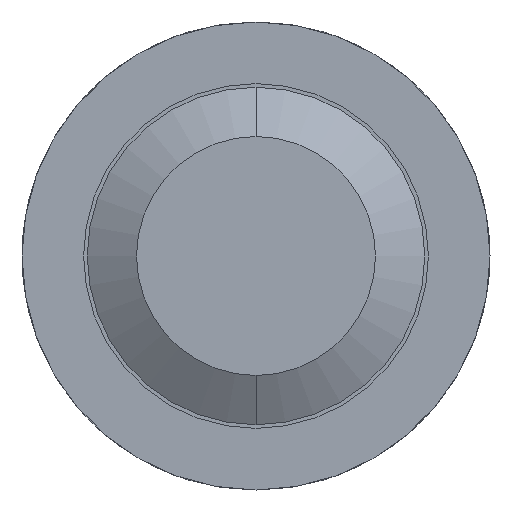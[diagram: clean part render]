
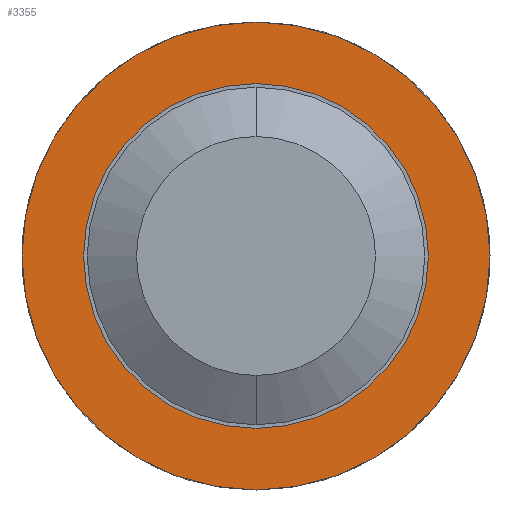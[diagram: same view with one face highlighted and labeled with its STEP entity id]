
A CAD part, front view. The second image highlights one B-rep face of the part: STEP entity #3355.
In plain terms, the highlighted planar face has unit normal (0, -1, 0).
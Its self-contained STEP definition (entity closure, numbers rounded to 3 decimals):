
#3 = DIRECTION ( 'NONE',  ( 0., 1., 0. ) ) ;
#252 = CARTESIAN_POINT ( 'NONE',  ( 0., -2.5, 0.95 ) ) ;
#322 = DIRECTION ( 'NONE',  ( 0., 1., 0. ) ) ;
#329 = DIRECTION ( 'NONE',  ( 0., 1., 0. ) ) ;
#346 = DIRECTION ( 'NONE',  ( 0., 0., 1. ) ) ;
#376 = CARTESIAN_POINT ( 'NONE',  ( 0., -2.5, 0. ) ) ;
#600 = ORIENTED_EDGE ( 'NONE', *, *, #1382, .F. ) ;
#698 = EDGE_LOOP ( 'NONE', ( #936, #600 ) ) ;
#768 = CIRCLE ( 'NONE', #2483, 0.685 ) ;
#863 = DIRECTION ( 'NONE',  ( 0., 1., 0. ) ) ;
#936 = ORIENTED_EDGE ( 'NONE', *, *, #1420, .F. ) ;
#942 = ORIENTED_EDGE ( 'NONE', *, *, #1700, .T. ) ;
#996 = CARTESIAN_POINT ( 'NONE',  ( 0., -2.5, -0.95 ) ) ;
#1223 = EDGE_CURVE ( 'Defeature ausgef�hrt3_16+Defeature ausgef�hrt3_10+Defeature ausgef�hrt3_10+Defeature ausgef�hrt3_10', #1750, #3094, #3818, .T. ) ;
#1366 = DIRECTION ( 'NONE',  ( 0., 1., 0. ) ) ;
#1371 = VERTEX_POINT ( 'NONE', #252 ) ;
#1382 = EDGE_CURVE ( 'Defeature ausgef�hrt3_15+Defeature ausgef�hrt3_16+Defeature ausgef�hrt3_16+Defeature ausgef�hrt3_16', #1721, #1371, #2500, .T. ) ;
#1420 = EDGE_CURVE ( 'Defeature ausgef�hrt3_15+Defeature ausgef�hrt3_16+Defeature ausgef�hrt3_16+Defeature ausgef�hrt3_16', #1371, #1721, #1728, .T. ) ;
#1627 = AXIS2_PLACEMENT_3D ( 'NONE', #2360, #3, #2302 ) ;
#1700 = EDGE_CURVE ( 'Defeature ausgef�hrt3_16+Defeature ausgef�hrt3_10+Defeature ausgef�hrt3_10+Defeature ausgef�hrt3_10', #3094, #1750, #768, .T. ) ;
#1721 = VERTEX_POINT ( 'NONE', #996 ) ;
#1728 = CIRCLE ( 'NONE', #2183, 0.95 ) ;
#1750 = VERTEX_POINT ( 'NONE', #2327 ) ;
#2177 = FACE_BOUND ( 'NONE', #2418, .T. ) ;
#2183 = AXIS2_PLACEMENT_3D ( 'NONE', #3347, #1366, #3655 ) ;
#2302 = DIRECTION ( 'NONE',  ( 0., 0., 1. ) ) ;
#2327 = CARTESIAN_POINT ( 'NONE',  ( 0., -2.5, 0.685 ) ) ;
#2351 = AXIS2_PLACEMENT_3D ( 'NONE', #3962, #329, #346 ) ;
#2360 = CARTESIAN_POINT ( 'NONE',  ( 0.95, -2.5, 0. ) ) ;
#2418 = EDGE_LOOP ( 'NONE', ( #3122, #942 ) ) ;
#2483 = AXIS2_PLACEMENT_3D ( 'NONE', #376, #322, #3001 ) ;
#2500 = CIRCLE ( 'NONE', #2351, 0.95 ) ;
#2644 = PLANE ( 'NONE',  #1627 ) ;
#2788 = FACE_OUTER_BOUND ( 'NONE', #698, .T. ) ;
#3001 = DIRECTION ( 'NONE',  ( 0., 0., 1. ) ) ;
#3094 = VERTEX_POINT ( 'NONE', #3469 ) ;
#3122 = ORIENTED_EDGE ( 'NONE', *, *, #1223, .T. ) ;
#3307 = AXIS2_PLACEMENT_3D ( 'NONE', #4146, #863, #4133 ) ;
#3347 = CARTESIAN_POINT ( 'NONE',  ( 0., -2.5, 0. ) ) ;
#3355 = ADVANCED_FACE ( 'Defeature ausgef�hrt3_16', ( #2788, #2177 ), #2644, .F. ) ;
#3469 = CARTESIAN_POINT ( 'NONE',  ( 0., -2.5, -0.685 ) ) ;
#3655 = DIRECTION ( 'NONE',  ( 0., 0., 1. ) ) ;
#3818 = CIRCLE ( 'NONE', #3307, 0.685 ) ;
#3962 = CARTESIAN_POINT ( 'NONE',  ( 0., -2.5, 0. ) ) ;
#4133 = DIRECTION ( 'NONE',  ( 0., 0., 1. ) ) ;
#4146 = CARTESIAN_POINT ( 'NONE',  ( 0., -2.5, 0. ) ) ;
